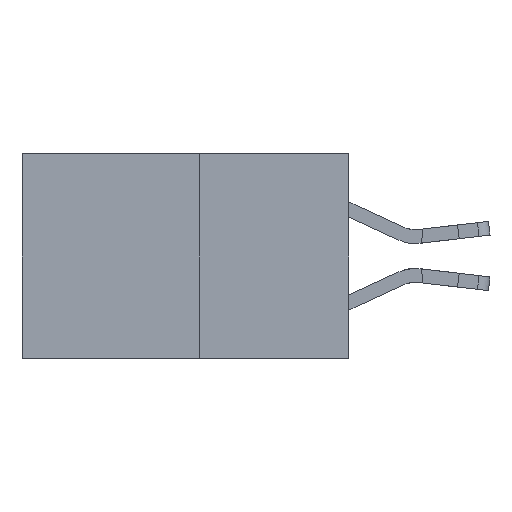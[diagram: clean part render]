
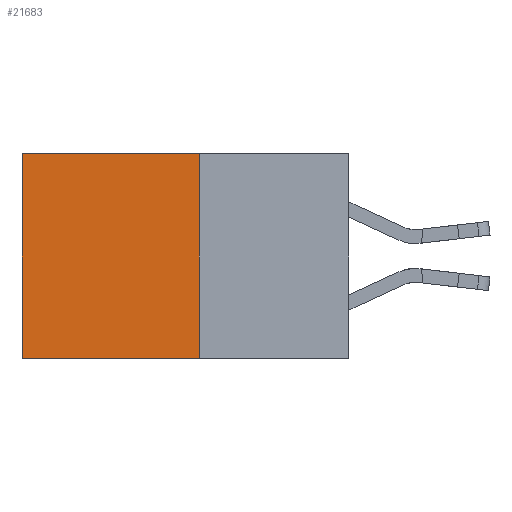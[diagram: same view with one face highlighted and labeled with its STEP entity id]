
A CAD part, left-side view. The second image highlights one B-rep face of the part: STEP entity #21683.
In plain terms, the highlighted planar face has unit normal (-1, 0, 0).
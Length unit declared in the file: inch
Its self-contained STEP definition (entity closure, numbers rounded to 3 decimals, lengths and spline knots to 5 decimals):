
#738 = AXIS2_PLACEMENT_3D ( 'NONE', #10018, #24717, #12136 ) ;
#1028 = CARTESIAN_POINT ( 'NONE',  ( 0.277, 0.59, -0.37 ) ) ;
#1106 = DIRECTION ( 'NONE',  ( 0., 0., -1. ) ) ;
#1447 = DIRECTION ( 'NONE',  ( 0., 0., -1. ) ) ;
#3510 = ORIENTED_EDGE ( 'NONE', *, *, #26763, .F. ) ;
#4361 = LINE ( 'NONE', #10980, #15020 ) ;
#5207 = CARTESIAN_POINT ( 'NONE',  ( 0.277, 0.27, 0. ) ) ;
#5314 = LINE ( 'NONE', #11750, #21473 ) ;
#6962 = CARTESIAN_POINT ( 'NONE',  ( 0.277, 0.27, 0. ) ) ;
#7162 = DIRECTION ( 'NONE',  ( 0., 1., 0. ) ) ;
#7555 = LINE ( 'NONE', #14216, #19052 ) ;
#7866 = EDGE_CURVE ( 'NONE', #8086, #17874, #23211, .T. ) ;
#7886 = PLANE ( 'NONE',  #738 ) ;
#8086 = VERTEX_POINT ( 'NONE', #5207 ) ;
#9283 = EDGE_LOOP ( 'NONE', ( #15154, #3510, #17545, #13979 ) ) ;
#9540 = EDGE_CURVE ( 'NONE', #17874, #19783, #5314, .T. ) ;
#10018 = CARTESIAN_POINT ( 'NONE',  ( 0.277, 0.27, -0.37 ) ) ;
#10980 = CARTESIAN_POINT ( 'NONE',  ( 0.277, 0.27, -0.37 ) ) ;
#11147 = CARTESIAN_POINT ( 'NONE',  ( 0.277, 0.27, -0.37 ) ) ;
#11750 = CARTESIAN_POINT ( 'NONE',  ( 0.277, 0.59, -0.37 ) ) ;
#12113 = EDGE_CURVE ( 'NONE', #8086, #15038, #7555, .T. ) ;
#12136 = DIRECTION ( 'NONE',  ( 0., 0., -1. ) ) ;
#13979 = ORIENTED_EDGE ( 'NONE', *, *, #7866, .T. ) ;
#14216 = CARTESIAN_POINT ( 'NONE',  ( 0.277, 0.27, -0.37 ) ) ;
#15020 = VECTOR ( 'NONE', #7162, 39.37008 ) ;
#15038 = VERTEX_POINT ( 'NONE', #11147 ) ;
#15154 = ORIENTED_EDGE ( 'NONE', *, *, #9540, .T. ) ;
#17545 = ORIENTED_EDGE ( 'NONE', *, *, #12113, .F. ) ;
#17590 = DIRECTION ( 'NONE',  ( 0., 1., 0. ) ) ;
#17671 = VECTOR ( 'NONE', #17590, 39.37008 ) ;
#17874 = VERTEX_POINT ( 'NONE', #18384 ) ;
#18384 = CARTESIAN_POINT ( 'NONE',  ( 0.277, 0.59, 0. ) ) ;
#19052 = VECTOR ( 'NONE', #1447, 39.37008 ) ;
#19783 = VERTEX_POINT ( 'NONE', #1028 ) ;
#21473 = VECTOR ( 'NONE', #1106, 39.37008 ) ;
#21683 = ADVANCED_FACE ( 'NONE', ( #22357 ), #7886, .F. ) ;
#22357 = FACE_OUTER_BOUND ( 'NONE', #9283, .T. ) ;
#23211 = LINE ( 'NONE', #6962, #17671 ) ;
#24717 = DIRECTION ( 'NONE',  ( 1., 0., 0. ) ) ;
#26763 = EDGE_CURVE ( 'NONE', #15038, #19783, #4361, .T. ) ;
